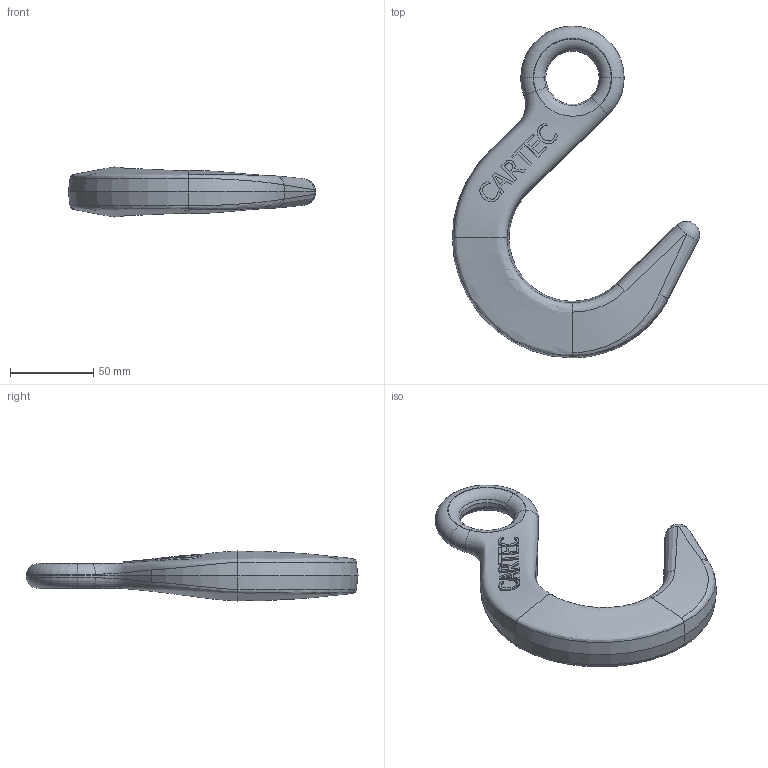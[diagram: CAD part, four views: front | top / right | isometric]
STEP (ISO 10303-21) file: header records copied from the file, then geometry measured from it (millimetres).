
FILE_DESCRIPTION(('STEP AP214'),'1');
FILE_NAME('cy_10.stp','2018-01-24T08:07:47',('TraceParts'),('TraceParts S.A.'),'Spatial InterOp 3D',' ',' ');
FILE_SCHEMA(('automotive_design'));
Length unit declared in the file: millimetre
Products named in the file (1): cy_10
Bounding box: 148.23 x 199 x 30 mm (x, y, z)
Volume: 203112.8 mm3; surface area: 32987.2 mm2
Topology: 1 solids, 1 shells, 167 faces, 436 edges, 275 vertices
Faces by surface type: bspline 65, plane 60, cone 28, torus 12, cylinder 2
Entity records: 39627 total; most frequent: CARTESIAN_POINT 34767, ORIENTED_EDGE 868, DIRECTION 496, EDGE_CURVE 434, VERTEX_POINT 275, B_SPLINE_CURVE_WITH_KNOTS 220, AXIS2_PLACEMENT_3D 179, EDGE_LOOP 175
